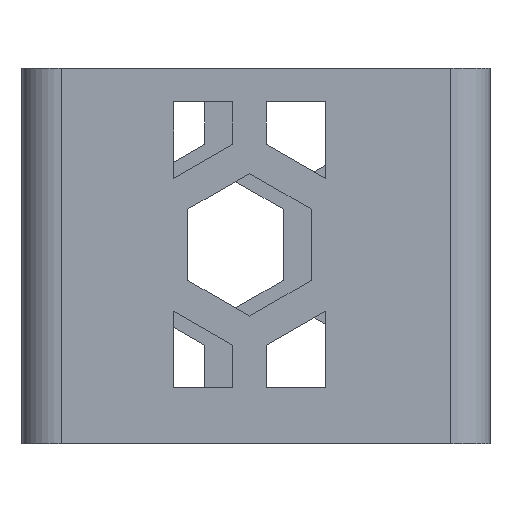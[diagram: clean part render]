
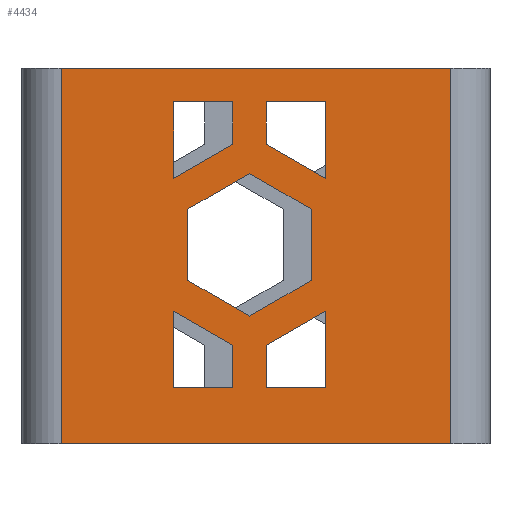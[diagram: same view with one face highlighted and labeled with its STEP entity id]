
A CAD part, left-side view. The second image highlights one B-rep face of the part: STEP entity #4434.
In plain terms, the highlighted planar face has unit normal (-1, 0, 0).
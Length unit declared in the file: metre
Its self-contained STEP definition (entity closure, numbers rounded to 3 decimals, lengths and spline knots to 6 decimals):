
#555=ORIENTED_EDGE('',*,*,#1790,.T.);
#556=ORIENTED_EDGE('',*,*,#1791,.T.);
#557=ORIENTED_EDGE('',*,*,#1792,.F.);
#558=ORIENTED_EDGE('',*,*,#1793,.F.);
#559=ORIENTED_EDGE('',*,*,#1794,.F.);
#560=ORIENTED_EDGE('',*,*,#1795,.T.);
#561=ORIENTED_EDGE('',*,*,#1796,.T.);
#562=ORIENTED_EDGE('',*,*,#1797,.F.);
#563=ORIENTED_EDGE('',*,*,#1798,.F.);
#564=ORIENTED_EDGE('',*,*,#1799,.T.);
#565=ORIENTED_EDGE('',*,*,#1800,.T.);
#566=ORIENTED_EDGE('',*,*,#1801,.F.);
#567=ORIENTED_EDGE('',*,*,#1802,.T.);
#568=ORIENTED_EDGE('',*,*,#1803,.T.);
#569=ORIENTED_EDGE('',*,*,#1804,.T.);
#570=ORIENTED_EDGE('',*,*,#1805,.T.);
#571=ORIENTED_EDGE('',*,*,#1806,.T.);
#572=ORIENTED_EDGE('',*,*,#1807,.T.);
#573=ORIENTED_EDGE('',*,*,#1808,.F.);
#574=ORIENTED_EDGE('',*,*,#1809,.T.);
#575=ORIENTED_EDGE('',*,*,#1810,.T.);
#576=ORIENTED_EDGE('',*,*,#1811,.F.);
#577=ORIENTED_EDGE('',*,*,#1749,.F.);
#578=ORIENTED_EDGE('',*,*,#1812,.T.);
#579=ORIENTED_EDGE('',*,*,#1813,.T.);
#580=ORIENTED_EDGE('',*,*,#1814,.T.);
#1749=EDGE_CURVE('',#2365,#2366,#2794,.T.);
#1790=EDGE_CURVE('',#2399,#2400,#2834,.T.);
#1791=EDGE_CURVE('',#2400,#2401,#2835,.T.);
#1792=EDGE_CURVE('',#2402,#2401,#2836,.T.);
#1793=EDGE_CURVE('',#2399,#2402,#2837,.T.);
#1794=EDGE_CURVE('',#2403,#2404,#2838,.T.);
#1795=EDGE_CURVE('',#2403,#2405,#2839,.T.);
#1796=EDGE_CURVE('',#2405,#2406,#2840,.T.);
#1797=EDGE_CURVE('',#2404,#2406,#2841,.T.);
#1798=EDGE_CURVE('',#2407,#2408,#2842,.T.);
#1799=EDGE_CURVE('',#2407,#2409,#2843,.T.);
#1800=EDGE_CURVE('',#2409,#2410,#2844,.T.);
#1801=EDGE_CURVE('',#2408,#2410,#2845,.T.);
#1802=EDGE_CURVE('',#2411,#2412,#2846,.T.);
#1803=EDGE_CURVE('',#2412,#2413,#2847,.T.);
#1804=EDGE_CURVE('',#2413,#2414,#2848,.T.);
#1805=EDGE_CURVE('',#2414,#2415,#2849,.T.);
#1806=EDGE_CURVE('',#2415,#2416,#2850,.T.);
#1807=EDGE_CURVE('',#2416,#2411,#2851,.T.);
#1808=EDGE_CURVE('',#2417,#2418,#2852,.T.);
#1809=EDGE_CURVE('',#2417,#2419,#2853,.T.);
#1810=EDGE_CURVE('',#2419,#2420,#2854,.T.);
#1811=EDGE_CURVE('',#2418,#2420,#2855,.T.);
#1812=EDGE_CURVE('',#2365,#2421,#2856,.T.);
#1813=EDGE_CURVE('',#2421,#2422,#2857,.T.);
#1814=EDGE_CURVE('',#2422,#2366,#2858,.F.);
#2365=VERTEX_POINT('',#6773);
#2366=VERTEX_POINT('',#6775);
#2399=VERTEX_POINT('',#6853);
#2400=VERTEX_POINT('',#6854);
#2401=VERTEX_POINT('',#6856);
#2402=VERTEX_POINT('',#6858);
#2403=VERTEX_POINT('',#6861);
#2404=VERTEX_POINT('',#6862);
#2405=VERTEX_POINT('',#6864);
#2406=VERTEX_POINT('',#6866);
#2407=VERTEX_POINT('',#6869);
#2408=VERTEX_POINT('',#6870);
#2409=VERTEX_POINT('',#6872);
#2410=VERTEX_POINT('',#6874);
#2411=VERTEX_POINT('',#6877);
#2412=VERTEX_POINT('',#6878);
#2413=VERTEX_POINT('',#6880);
#2414=VERTEX_POINT('',#6882);
#2415=VERTEX_POINT('',#6884);
#2416=VERTEX_POINT('',#6886);
#2417=VERTEX_POINT('',#6889);
#2418=VERTEX_POINT('',#6890);
#2419=VERTEX_POINT('',#6892);
#2420=VERTEX_POINT('',#6894);
#2421=VERTEX_POINT('',#6897);
#2422=VERTEX_POINT('',#6899);
#2794=LINE('',#6774,#3390);
#2834=LINE('',#6852,#3430);
#2835=LINE('',#6855,#3431);
#2836=LINE('',#6857,#3432);
#2837=LINE('',#6859,#3433);
#2838=LINE('',#6860,#3434);
#2839=LINE('',#6863,#3435);
#2840=LINE('',#6865,#3436);
#2841=LINE('',#6867,#3437);
#2842=LINE('',#6868,#3438);
#2843=LINE('',#6871,#3439);
#2844=LINE('',#6873,#3440);
#2845=LINE('',#6875,#3441);
#2846=LINE('',#6876,#3442);
#2847=LINE('',#6879,#3443);
#2848=LINE('',#6881,#3444);
#2849=LINE('',#6883,#3445);
#2850=LINE('',#6885,#3446);
#2851=LINE('',#6887,#3447);
#2852=LINE('',#6888,#3448);
#2853=LINE('',#6891,#3449);
#2854=LINE('',#6893,#3450);
#2855=LINE('',#6895,#3451);
#2856=LINE('',#6896,#3452);
#2857=LINE('',#6898,#3453);
#2858=LINE('',#6900,#3454);
#3390=VECTOR('',#5361,1.);
#3430=VECTOR('',#5411,1.);
#3431=VECTOR('',#5412,1.);
#3432=VECTOR('',#5413,1.);
#3433=VECTOR('',#5414,1.);
#3434=VECTOR('',#5415,1.);
#3435=VECTOR('',#5416,1.);
#3436=VECTOR('',#5417,1.);
#3437=VECTOR('',#5418,1.);
#3438=VECTOR('',#5419,1.);
#3439=VECTOR('',#5420,1.);
#3440=VECTOR('',#5421,1.);
#3441=VECTOR('',#5422,1.);
#3442=VECTOR('',#5423,1.);
#3443=VECTOR('',#5424,1.);
#3444=VECTOR('',#5425,1.);
#3445=VECTOR('',#5426,1.);
#3446=VECTOR('',#5427,1.);
#3447=VECTOR('',#5428,1.);
#3448=VECTOR('',#5429,1.);
#3449=VECTOR('',#5430,1.);
#3450=VECTOR('',#5431,1.);
#3451=VECTOR('',#5432,1.);
#3452=VECTOR('',#5433,1.);
#3453=VECTOR('',#5434,1.);
#3454=VECTOR('',#5435,1.);
#3729=EDGE_LOOP('',(#555,#556,#557,#558));
#3730=EDGE_LOOP('',(#559,#560,#561,#562));
#3731=EDGE_LOOP('',(#563,#564,#565,#566));
#3732=EDGE_LOOP('',(#567,#568,#569,#570,#571,#572));
#3733=EDGE_LOOP('',(#573,#574,#575,#576));
#3734=EDGE_LOOP('',(#577,#578,#579,#580));
#4008=FACE_BOUND('',#3729,.T.);
#4009=FACE_BOUND('',#3730,.T.);
#4010=FACE_BOUND('',#3731,.T.);
#4011=FACE_BOUND('',#3732,.T.);
#4012=FACE_BOUND('',#3733,.T.);
#4013=FACE_BOUND('',#3734,.T.);
#4237=PLANE('',#4697);
#4434=ADVANCED_FACE('',(#4008,#4009,#4010,#4011,#4012,#4013),#4237,.F.);
#4697=AXIS2_PLACEMENT_3D('',#6851,#5409,#5410);
#5361=DIRECTION('',(0.,1.,0.));
#5409=DIRECTION('',(1.,0.,0.));
#5410=DIRECTION('',(0.,0.,-1.));
#5411=DIRECTION('',(0.,0.866,0.5));
#5412=DIRECTION('',(0.,0.,1.));
#5413=DIRECTION('',(0.,1.,0.));
#5414=DIRECTION('',(0.,0.,1.));
#5415=DIRECTION('',(0.,-1.,0.));
#5416=DIRECTION('',(0.,0.,1.));
#5417=DIRECTION('',(0.,-0.866,0.5));
#5418=DIRECTION('',(0.,0.,1.));
#5419=DIRECTION('',(0.,0.,-1.));
#5420=DIRECTION('',(0.,-0.866,-0.5));
#5421=DIRECTION('',(0.,0.,-1.));
#5422=DIRECTION('',(0.,-1.,0.));
#5423=DIRECTION('',(0.,0.866,0.5));
#5424=DIRECTION('',(0.,0.,1.));
#5425=DIRECTION('',(0.,-0.866,0.5));
#5426=DIRECTION('',(0.,-0.866,-0.5));
#5427=DIRECTION('',(0.,0.,-1.));
#5428=DIRECTION('',(0.,0.866,-0.5));
#5429=DIRECTION('',(0.,1.,0.));
#5430=DIRECTION('',(0.,0.,-1.));
#5431=DIRECTION('',(0.,0.866,-0.5));
#5432=DIRECTION('',(0.,0.,-1.));
#5433=DIRECTION('',(0.,0.,1.));
#5434=DIRECTION('',(0.,1.,0.));
#5435=DIRECTION('',(0.,0.,1.));
#6773=CARTESIAN_POINT('',(-0.03735,-0.01735,-0.0385));
#6774=CARTESIAN_POINT('',(-0.03735,0.,-0.0385));
#6775=CARTESIAN_POINT('',(-0.03735,0.01735,-0.0385));
#6851=CARTESIAN_POINT('',(-0.03735,0.,-0.0365));
#6852=CARTESIAN_POINT('',(-0.03735,-0.010926,-0.017575));
#6853=CARTESIAN_POINT('',(-0.03735,-0.0062,-0.014847));
#6854=CARTESIAN_POINT('',(-0.03735,-0.000925,-0.011801));
#6855=CARTESIAN_POINT('',(-0.03735,-0.000925,-0.0365));
#6856=CARTESIAN_POINT('',(-0.03735,-0.000925,-0.008));
#6857=CARTESIAN_POINT('',(-0.03735,0.,-0.008));
#6858=CARTESIAN_POINT('',(-0.03735,-0.0062,-0.008));
#6859=CARTESIAN_POINT('',(-0.03735,-0.0062,-0.0365));
#6860=CARTESIAN_POINT('',(-0.03735,0.,-0.0335));
#6861=CARTESIAN_POINT('',(-0.03735,-0.000925,-0.0335));
#6862=CARTESIAN_POINT('',(-0.03735,-0.0062,-0.0335));
#6863=CARTESIAN_POINT('',(-0.03735,-0.000925,-0.0365));
#6864=CARTESIAN_POINT('',(-0.03735,-0.000925,-0.029699));
#6865=CARTESIAN_POINT('',(-0.03735,0.002714,-0.0318));
#6866=CARTESIAN_POINT('',(-0.03735,-0.0062,-0.026653));
#6867=CARTESIAN_POINT('',(-0.03735,-0.0062,-0.0365));
#6868=CARTESIAN_POINT('',(-0.03735,0.00735,-0.0365));
#6869=CARTESIAN_POINT('',(-0.03735,0.00735,-0.026653));
#6870=CARTESIAN_POINT('',(-0.03735,0.00735,-0.0335));
#6871=CARTESIAN_POINT('',(-0.03735,-0.002426,-0.032298));
#6872=CARTESIAN_POINT('',(-0.03735,0.002075,-0.029699));
#6873=CARTESIAN_POINT('',(-0.03735,0.002075,-0.0365));
#6874=CARTESIAN_POINT('',(-0.03735,0.002075,-0.0335));
#6875=CARTESIAN_POINT('',(-0.03735,0.,-0.0335));
#6876=CARTESIAN_POINT('',(-0.03735,-0.003926,-0.0297));
#6877=CARTESIAN_POINT('',(-0.03735,0.000575,-0.027101));
#6878=CARTESIAN_POINT('',(-0.03735,0.006075,-0.023925));
#6879=CARTESIAN_POINT('',(-0.03735,0.006075,-0.0365));
#6880=CARTESIAN_POINT('',(-0.03735,0.006075,-0.017575));
#6881=CARTESIAN_POINT('',(-0.03735,0.009714,-0.019675));
#6882=CARTESIAN_POINT('',(-0.03735,0.000575,-0.014399));
#6883=CARTESIAN_POINT('',(-0.03735,-0.009426,-0.020173));
#6884=CARTESIAN_POINT('',(-0.03735,-0.004925,-0.017575));
#6885=CARTESIAN_POINT('',(-0.03735,-0.004925,-0.0365));
#6886=CARTESIAN_POINT('',(-0.03735,-0.004925,-0.023925));
#6887=CARTESIAN_POINT('',(-0.03735,0.004214,-0.029202));
#6888=CARTESIAN_POINT('',(-0.03735,0.,-0.008));
#6889=CARTESIAN_POINT('',(-0.03735,0.002075,-0.008));
#6890=CARTESIAN_POINT('',(-0.03735,0.00735,-0.008));
#6891=CARTESIAN_POINT('',(-0.03735,0.002075,-0.0365));
#6892=CARTESIAN_POINT('',(-0.03735,0.002075,-0.011801));
#6893=CARTESIAN_POINT('',(-0.03735,0.011214,-0.017077));
#6894=CARTESIAN_POINT('',(-0.03735,0.00735,-0.014847));
#6895=CARTESIAN_POINT('',(-0.03735,0.00735,-0.0365));
#6896=CARTESIAN_POINT('',(-0.03735,-0.01735,-0.005));
#6897=CARTESIAN_POINT('',(-0.03735,-0.01735,-0.005));
#6898=CARTESIAN_POINT('',(-0.03735,0.,-0.005));
#6899=CARTESIAN_POINT('',(-0.03735,0.01735,-0.005));
#6900=CARTESIAN_POINT('',(-0.03735,0.01735,-0.0365));
